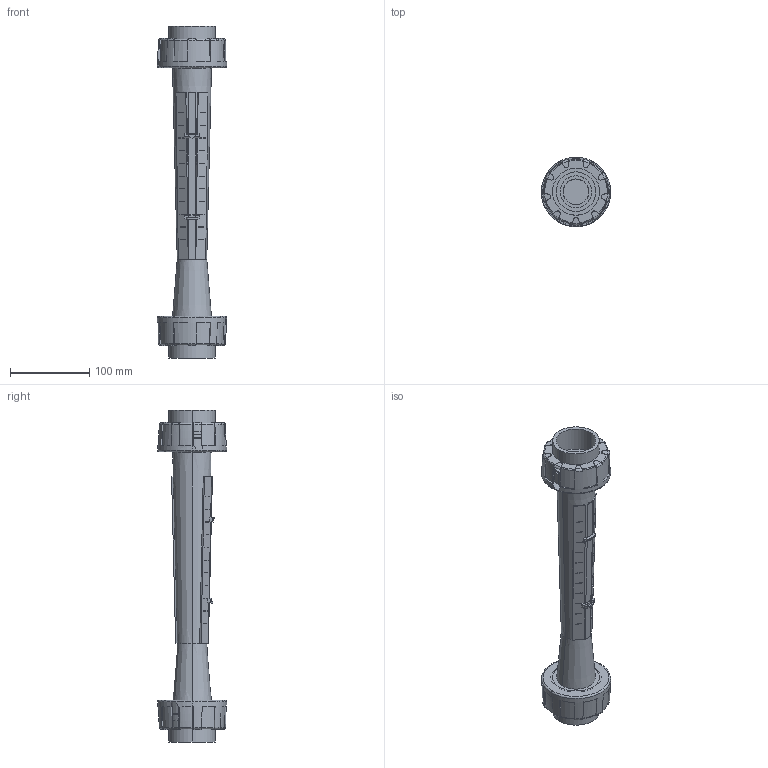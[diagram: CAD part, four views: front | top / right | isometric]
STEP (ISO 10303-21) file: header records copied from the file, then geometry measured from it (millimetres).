
FILE_DESCRIPTION(('STEP AP214'),'1');
FILE_NAME('cctmp_1945D1A3-4DBC-4C59-8DC4-8D5240369C4F_2021_11_30_13_51_58_565..stp','2021-11-30T12:51:59',('ASV Stübbe GmbH & Co. KG'),('CADClick - www.CADClick.com'),'Spatial InterOp 3D',' ','unknown authorization');
FILE_SCHEMA(('AUTOMOTIVE_DESIGN'));
Length unit declared in the file: millimetre
Products named in the file (5): DFM 350-DN40-PVC-U Muffe DIN
Assembly tree (4 placements, depth 2):
  (unnamed)
    DFM 350-DN40-PVC-U Muffe DIN
    DFM 350-DN40-PVC-U Muffe DIN
    DFM 350-DN40-PVC-U Muffe DIN
    DFM 350-DN40-PVC-U Muffe DIN
Bounding box: 87 x 86.94 x 418 mm (x, y, z)
Volume: 599841.6 mm3; surface area: 184856.7 mm2
Topology: 8 solids, 8 shells, 417 faces, 1176 edges, 740 vertices
Faces by surface type: plane 223, cylinder 98, torus 70, sphere 18, cone 8
Entity records: 18448 total; most frequent: CARTESIAN_POINT 4586, ORIENTED_EDGE 2208, DIRECTION 2122, EDGE_CURVE 1104, AXIS2_PLACEMENT_3D 802, VERTEX_POINT 740, LINE 518, VECTOR 518
